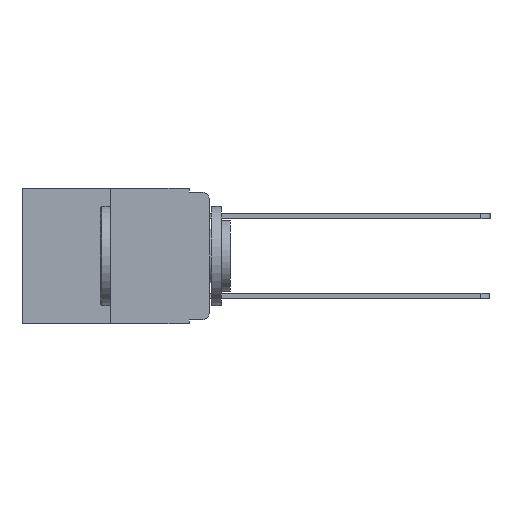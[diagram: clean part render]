
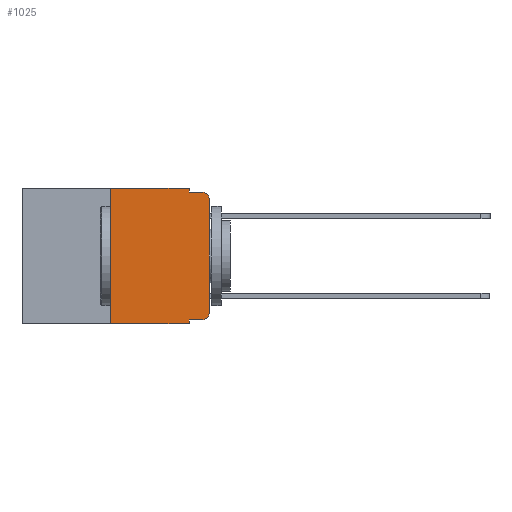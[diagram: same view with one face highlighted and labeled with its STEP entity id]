
A CAD part, left-side view. The second image highlights one B-rep face of the part: STEP entity #1025.
In plain terms, the highlighted planar face has unit normal (-1, 0, 0).
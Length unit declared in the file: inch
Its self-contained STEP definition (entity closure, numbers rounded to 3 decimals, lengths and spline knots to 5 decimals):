
#20 = PLANE ( 'NONE',  #2399 ) ;
#141 = LINE ( 'NONE', #7096, #5913 ) ;
#384 = EDGE_CURVE ( 'NONE', #7843, #6218, #2219, .T. ) ;
#585 = CARTESIAN_POINT ( 'NONE',  ( 0., 0.02, -0.333 ) ) ;
#861 = VERTEX_POINT ( 'NONE', #2769 ) ;
#914 = DIRECTION ( 'NONE',  ( -1., 0., 0. ) ) ;
#1025 = ADVANCED_FACE ( 'NONE', ( #12482 ), #20, .F. ) ;
#1086 = CARTESIAN_POINT ( 'NONE',  ( 0., 0.473, 0. ) ) ;
#1264 = VERTEX_POINT ( 'NONE', #12586 ) ;
#1495 = ORIENTED_EDGE ( 'NONE', *, *, #9029, .T. ) ;
#1710 = VERTEX_POINT ( 'NONE', #6067 ) ;
#1788 = CARTESIAN_POINT ( 'NONE',  ( 0., 0., -0.313 ) ) ;
#1961 = CARTESIAN_POINT ( 'NONE',  ( 0., 0.02, -0.03 ) ) ;
#2097 = CIRCLE ( 'NONE', #2294, 0.02 ) ;
#2219 = LINE ( 'NONE', #7562, #7529 ) ;
#2263 = ORIENTED_EDGE ( 'NONE', *, *, #9267, .F. ) ;
#2294 = AXIS2_PLACEMENT_3D ( 'NONE', #7508, #914, #8519 ) ;
#2369 = DIRECTION ( 'NONE',  ( 0., 0., -1. ) ) ;
#2399 = AXIS2_PLACEMENT_3D ( 'NONE', #1086, #10331, #10041 ) ;
#2415 = DIRECTION ( 'NONE',  ( 0., -1., 0. ) ) ;
#2624 = ORIENTED_EDGE ( 'NONE', *, *, #9455, .T. ) ;
#2742 = VERTEX_POINT ( 'NONE', #4749 ) ;
#2769 = CARTESIAN_POINT ( 'NONE',  ( 0., 0.051, -0.343 ) ) ;
#3164 = DIRECTION ( 'NONE',  ( 0., 0., -1. ) ) ;
#3254 = CARTESIAN_POINT ( 'NONE',  ( 0., 0.02, -0.01 ) ) ;
#3485 = DIRECTION ( 'NONE',  ( 0., -1., 0. ) ) ;
#3714 = ORIENTED_EDGE ( 'NONE', *, *, #7909, .T. ) ;
#3723 = LINE ( 'NONE', #9596, #6465 ) ;
#3920 = CARTESIAN_POINT ( 'NONE',  ( 0., 0.25, 0. ) ) ;
#4042 = ORIENTED_EDGE ( 'NONE', *, *, #9439, .F. ) ;
#4217 = CARTESIAN_POINT ( 'NONE',  ( 0., 0.051, -0.01 ) ) ;
#4749 = CARTESIAN_POINT ( 'NONE',  ( 0., 0.25, -0.343 ) ) ;
#5004 = ORIENTED_EDGE ( 'NONE', *, *, #9283, .F. ) ;
#5006 = LINE ( 'NONE', #6636, #9999 ) ;
#5913 = VECTOR ( 'NONE', #8056, 39.37008 ) ;
#6008 = ORIENTED_EDGE ( 'NONE', *, *, #9154, .T. ) ;
#6067 = CARTESIAN_POINT ( 'NONE',  ( 0., 0.051, -0.01 ) ) ;
#6158 = LINE ( 'NONE', #8171, #11328 ) ;
#6218 = VERTEX_POINT ( 'NONE', #10037 ) ;
#6353 = ORIENTED_EDGE ( 'NONE', *, *, #9759, .T. ) ;
#6422 = EDGE_LOOP ( 'NONE', ( #6353, #2624, #4042, #5004, #12811, #2263, #3714, #7255, #6008, #1495 ) ) ;
#6465 = VECTOR ( 'NONE', #2369, 39.37008 ) ;
#6636 = CARTESIAN_POINT ( 'NONE',  ( 0., 0., 0. ) ) ;
#7096 = CARTESIAN_POINT ( 'NONE',  ( 0., 0.473, -0.343 ) ) ;
#7255 = ORIENTED_EDGE ( 'NONE', *, *, #9193, .F. ) ;
#7508 = CARTESIAN_POINT ( 'NONE',  ( 0., 0.02, -0.313 ) ) ;
#7529 = VECTOR ( 'NONE', #2415, 39.37008 ) ;
#7562 = CARTESIAN_POINT ( 'NONE',  ( 0., 0.473, 0. ) ) ;
#7578 = CIRCLE ( 'NONE', #8602, 0.02 ) ;
#7772 = CARTESIAN_POINT ( 'NONE',  ( 0., 0., -0.03 ) ) ;
#7843 = VERTEX_POINT ( 'NONE', #3920 ) ;
#7879 = LINE ( 'NONE', #4217, #10155 ) ;
#7909 = EDGE_CURVE ( 'NONE', #2742, #861, #141, .T. ) ;
#8056 = DIRECTION ( 'NONE',  ( 0., -1., 0. ) ) ;
#8171 = CARTESIAN_POINT ( 'NONE',  ( 0., 0.051, 0. ) ) ;
#8516 = LINE ( 'NONE', #12488, #13228 ) ;
#8519 = DIRECTION ( 'NONE',  ( 0., 0., -1. ) ) ;
#8602 = AXIS2_PLACEMENT_3D ( 'NONE', #1961, #9265, #3164 ) ;
#9029 = EDGE_CURVE ( 'NONE', #9435, #9286, #2097, .T. ) ;
#9143 = DIRECTION ( 'NONE',  ( 0., 0., -1. ) ) ;
#9154 = EDGE_CURVE ( 'NONE', #1264, #9435, #9401, .T. ) ;
#9193 = EDGE_CURVE ( 'NONE', #1264, #861, #3723, .T. ) ;
#9265 = DIRECTION ( 'NONE',  ( -1., 0., 0. ) ) ;
#9267 = EDGE_CURVE ( 'NONE', #2742, #7843, #8516, .T. ) ;
#9283 = EDGE_CURVE ( 'NONE', #6218, #1710, #6158, .T. ) ;
#9286 = VERTEX_POINT ( 'NONE', #1788 ) ;
#9401 = LINE ( 'NONE', #10518, #11633 ) ;
#9435 = VERTEX_POINT ( 'NONE', #585 ) ;
#9439 = EDGE_CURVE ( 'NONE', #1710, #9576, #7879, .T. ) ;
#9455 = EDGE_CURVE ( 'NONE', #12253, #9576, #7578, .T. ) ;
#9576 = VERTEX_POINT ( 'NONE', #3254 ) ;
#9596 = CARTESIAN_POINT ( 'NONE',  ( 0., 0.051, 0. ) ) ;
#9759 = EDGE_CURVE ( 'NONE', #9286, #12253, #5006, .T. ) ;
#9999 = VECTOR ( 'NONE', #10562, 39.37008 ) ;
#10037 = CARTESIAN_POINT ( 'NONE',  ( 0., 0.051, 0. ) ) ;
#10041 = DIRECTION ( 'NONE',  ( 0., 0., -1. ) ) ;
#10155 = VECTOR ( 'NONE', #12104, 39.37008 ) ;
#10331 = DIRECTION ( 'NONE',  ( 1., 0., 0. ) ) ;
#10518 = CARTESIAN_POINT ( 'NONE',  ( 0., 0.051, -0.333 ) ) ;
#10562 = DIRECTION ( 'NONE',  ( 0., 0., 1. ) ) ;
#11328 = VECTOR ( 'NONE', #9143, 39.37008 ) ;
#11633 = VECTOR ( 'NONE', #3485, 39.37008 ) ;
#11979 = DIRECTION ( 'NONE',  ( 0., 0., 1. ) ) ;
#12104 = DIRECTION ( 'NONE',  ( 0., -1., 0. ) ) ;
#12253 = VERTEX_POINT ( 'NONE', #7772 ) ;
#12482 = FACE_OUTER_BOUND ( 'NONE', #6422, .T. ) ;
#12488 = CARTESIAN_POINT ( 'NONE',  ( 0., 0.25, 0. ) ) ;
#12586 = CARTESIAN_POINT ( 'NONE',  ( 0., 0.051, -0.333 ) ) ;
#12811 = ORIENTED_EDGE ( 'NONE', *, *, #384, .F. ) ;
#13228 = VECTOR ( 'NONE', #11979, 39.37008 ) ;
